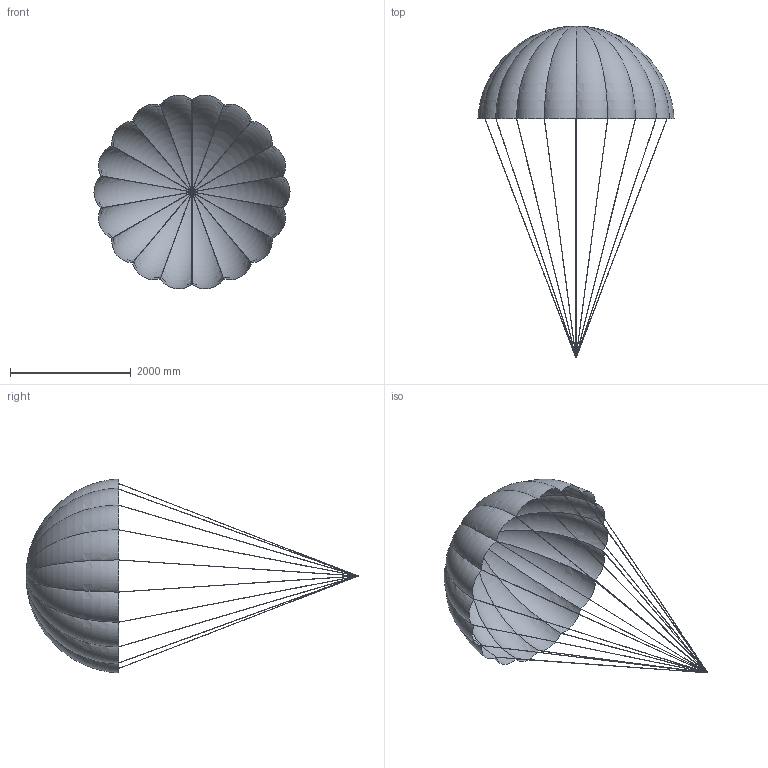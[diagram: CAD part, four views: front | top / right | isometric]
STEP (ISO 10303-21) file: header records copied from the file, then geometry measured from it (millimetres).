
FILE_DESCRIPTION (( 'STEP AP203' ), '1' );
FILE_NAME ('Parachute.STEP', '2013-05-04T16:09:13', ( '' ), ( '' ), 'SwSTEP 2.0', 'SolidWorks 2013', '' );
FILE_SCHEMA (( 'CONFIG_CONTROL_DESIGN' ));
Length unit declared in the file: millimetre
Products named in the file (1): Parachute
Bounding box: 3248.19 x 5496.58 x 3209.9 mm (x, y, z)
Surface area: 16299180.1 mm2 (no closed solid volume)
Topology: 0 solids, 19 shells, 73 faces, 216 edges, 145 vertices
Faces by surface type: bspline 54, plane 19
Entity records: 9706 total; most frequent: CARTESIAN_POINT 8012, ORIENTED_EDGE 342, DIRECTION 292, EDGE_CURVE 198, VERTEX_POINT 145, AXIS2_PLACEMENT_3D 128, CIRCLE 108, EDGE_LOOP 73
